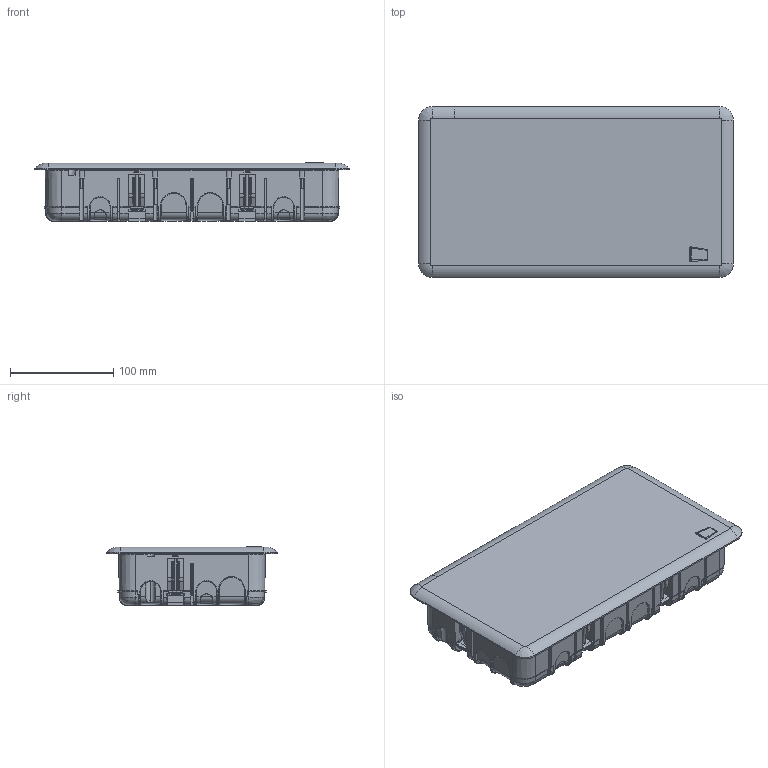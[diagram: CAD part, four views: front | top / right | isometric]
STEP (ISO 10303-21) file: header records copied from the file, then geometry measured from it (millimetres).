
FILE_DESCRIPTION(('CATIA V5 STEP Exchange','CAx-IF Rec.Pracs.--- Model Styling and Organization---1.5--- 2016-08-15','CAx-IF Rec.Pracs.---Supplemental Geometry---1.0---2011-11-01','CAx-IF Rec.Pracs.--- Composite Materials ---1.1---2010-07-15'),'2;1');
FILE_NAME('080195 _AllCATPart.stp','2024-07-17T13:09:44+00:00',('none'),('none'),'CATIA Version 5-6 Release 2020 SP3','CATIA V5 STEP AP214 v2','none');
FILE_SCHEMA(('AUTOMOTIVE_DESIGN { 1 0 10303 214 1 1 1 1 }'));
Products named in the file (1): 080195 _AllCATPart
Bounding box: 304 x 165 x 56.2 mm (x, y, z)
Volume: 1772420.9 mm3; surface area: 356882.4 mm2
Topology: 22 solids, 24 shells, 3653 faces, 10964 edges, 7231 vertices
Faces by surface type: plane 1734, cylinder 924, cone 514, bspline 336, torus 117, sphere 24, extrusion 4
Entity records: 137286 total; most frequent: CARTESIAN_POINT 53088, ORIENTED_EDGE 21868, EDGE_CURVE 10934, DIRECTION 10786, VERTEX_POINT 7228, B_SPLINE_CURVE_WITH_KNOTS 4671, VECTOR 4534, LINE 4530
